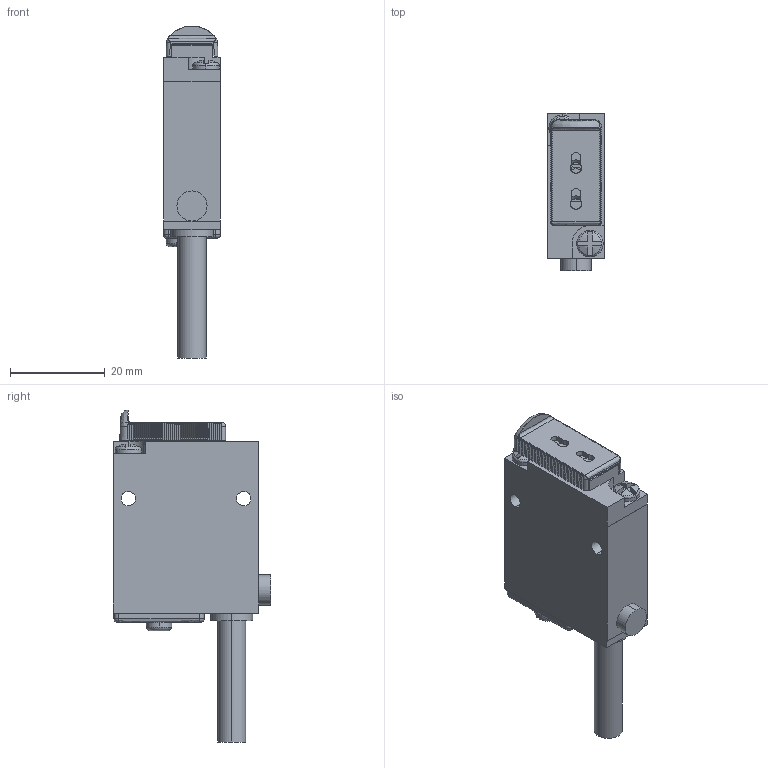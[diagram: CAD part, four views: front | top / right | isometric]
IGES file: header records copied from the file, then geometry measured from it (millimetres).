
Start section:  PTC IGES file: 154449.igs
Global section: file name: 154449.igs; native system: Pro/ENGINEER by Parametric Technology Corporation; preprocessor: 2009141; author: banengservice; organization: Unknown; date: 20110110.125659; units: inch
Bounding box: 11.99 x 33.27 x 70.14 mm (x, y, z)
Volume: 7529.1 mm3; surface area: 10869.5 mm2
Topology: 1 solids, 3 shells, 735 faces, 2037 edges, 1323 vertices
Faces by surface type: bspline 444, revolution 291
